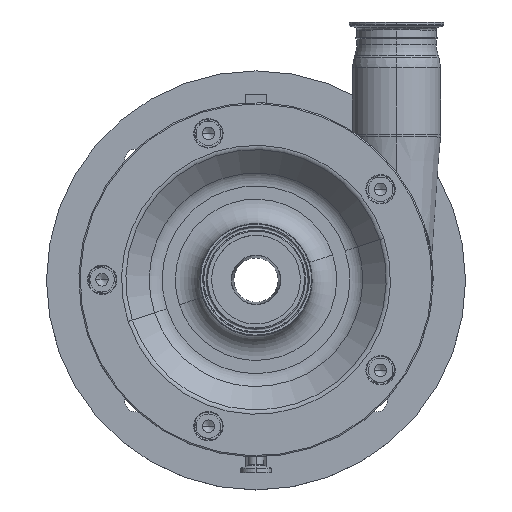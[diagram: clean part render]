
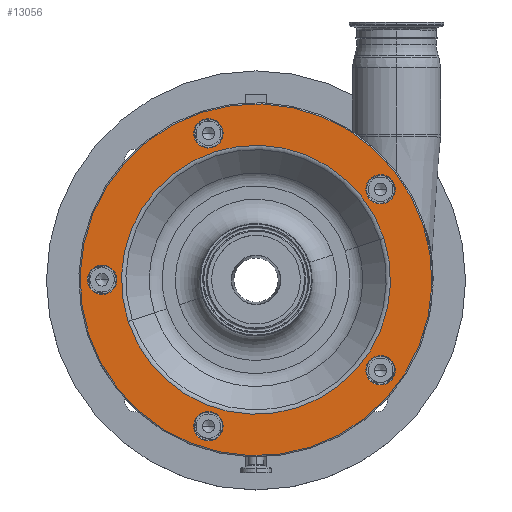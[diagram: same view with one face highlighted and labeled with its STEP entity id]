
A CAD part, top view. The second image highlights one B-rep face of the part: STEP entity #13056.
In plain terms, the highlighted planar face has unit normal (0, 0, 1).
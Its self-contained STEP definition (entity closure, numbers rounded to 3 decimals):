
#1 = ORIENTED_EDGE ( 'NONE', *, *, #6039, .F. ) ;
#218 = CARTESIAN_POINT ( 'NONE',  ( -38.936, -119.833, 326.5 ) ) ;
#344 = DIRECTION ( 'NONE',  ( 0., 0., 1. ) ) ;
#506 = DIRECTION ( 'NONE',  ( 0.951, 0.309, 0. ) ) ;
#712 = DIRECTION ( 'NONE',  ( 0.951, 0.309, 0. ) ) ;
#730 = VERTEX_POINT ( 'NONE', #6927 ) ;
#783 = VERTEX_POINT ( 'NONE', #10999 ) ;
#1096 = CARTESIAN_POINT ( 'NONE',  ( -38.936, 119.833, 326.5 ) ) ;
#1266 = EDGE_CURVE ( 'NONE', #8080, #3992, #11654, .T. ) ;
#1436 = VERTEX_POINT ( 'NONE', #5799 ) ;
#1681 = DIRECTION ( 'NONE',  ( 0.951, 0.309, 0. ) ) ;
#1690 = CARTESIAN_POINT ( 'NONE',  ( 101.936, -74.061, 326.5 ) ) ;
#1773 = EDGE_LOOP ( 'NONE', ( #17197, #10566 ) ) ;
#1892 = CARTESIAN_POINT ( 'NONE',  ( -126., 0., 326.5 ) ) ;
#1906 = ORIENTED_EDGE ( 'NONE', *, *, #3086, .F. ) ;
#1962 = ORIENTED_EDGE ( 'NONE', *, *, #15193, .F. ) ;
#2061 = EDGE_CURVE ( 'NONE', #4809, #730, #3301, .T. ) ;
#2109 = CARTESIAN_POINT ( 'NONE',  ( 101.936, 74.061, 326.5 ) ) ;
#2183 = EDGE_LOOP ( 'NONE', ( #8931, #1 ) ) ;
#2250 = DIRECTION ( 'NONE',  ( 0., 0., 1. ) ) ;
#2390 = CARTESIAN_POINT ( 'NONE',  ( -50.349, 116.125, 326.5 ) ) ;
#2408 = CIRCLE ( 'NONE', #5649, 12. ) ;
#3086 = EDGE_CURVE ( 'NONE', #783, #12448, #2408, .T. ) ;
#3146 = CARTESIAN_POINT ( 'NONE',  ( 136.952, 44.498, 326.5 ) ) ;
#3274 = AXIS2_PLACEMENT_3D ( 'NONE', #13099, #10641, #506 ) ;
#3301 = CIRCLE ( 'NONE', #7112, 12. ) ;
#3307 = CIRCLE ( 'NONE', #15635, 12. ) ;
#3364 = ORIENTED_EDGE ( 'NONE', *, *, #13129, .T. ) ;
#3379 = DIRECTION ( 'NONE',  ( 0.951, 0.309, 0. ) ) ;
#3438 = DIRECTION ( 'NONE',  ( 0.951, 0.309, 0. ) ) ;
#3528 = CARTESIAN_POINT ( 'NONE',  ( -136.952, -44.498, 326.5 ) ) ;
#3547 = AXIS2_PLACEMENT_3D ( 'NONE', #8558, #5794, #8463 ) ;
#3779 = VERTEX_POINT ( 'NONE', #15884 ) ;
#3827 = CIRCLE ( 'NONE', #4666, 12. ) ;
#3956 = EDGE_LOOP ( 'NONE', ( #6391, #4296 ) ) ;
#3992 = VERTEX_POINT ( 'NONE', #4672 ) ;
#4066 = CARTESIAN_POINT ( 'NONE',  ( 0., 0., 326.5 ) ) ;
#4155 = EDGE_CURVE ( 'NONE', #9842, #1436, #12584, .T. ) ;
#4260 = PLANE ( 'NONE',  #3547 ) ;
#4296 = ORIENTED_EDGE ( 'NONE', *, *, #4155, .F. ) ;
#4333 = ORIENTED_EDGE ( 'NONE', *, *, #1266, .F. ) ;
#4419 = EDGE_LOOP ( 'NONE', ( #12839, #4333 ) ) ;
#4462 = AXIS2_PLACEMENT_3D ( 'NONE', #12386, #15149, #12289 ) ;
#4507 = CARTESIAN_POINT ( 'NONE',  ( 90.523, 70.353, 326.5 ) ) ;
#4521 = AXIS2_PLACEMENT_3D ( 'NONE', #13283, #11900, #3438 ) ;
#4666 = AXIS2_PLACEMENT_3D ( 'NONE', #1892, #8974, #11733 ) ;
#4672 = CARTESIAN_POINT ( 'NONE',  ( 104.684, 34.014, 326.5 ) ) ;
#4809 = VERTEX_POINT ( 'NONE', #4507 ) ;
#4870 = DIRECTION ( 'NONE',  ( 0., 0., 1. ) ) ;
#5075 = CARTESIAN_POINT ( 'NONE',  ( -38.936, -119.833, 326.5 ) ) ;
#5185 = VERTEX_POINT ( 'NONE', #3528 ) ;
#5268 = AXIS2_PLACEMENT_3D ( 'NONE', #1690, #14135, #11194 ) ;
#5425 = EDGE_CURVE ( 'NONE', #730, #4809, #13209, .T. ) ;
#5436 = DIRECTION ( 'NONE',  ( 0.951, 0.309, 0. ) ) ;
#5580 = EDGE_CURVE ( 'NONE', #1436, #9842, #3827, .T. ) ;
#5649 = AXIS2_PLACEMENT_3D ( 'NONE', #5075, #10412, #13058 ) ;
#5711 = VERTEX_POINT ( 'NONE', #3146 ) ;
#5717 = CARTESIAN_POINT ( 'NONE',  ( 113.349, -70.353, 326.5 ) ) ;
#5794 = DIRECTION ( 'NONE',  ( 0., 0., -1. ) ) ;
#5799 = CARTESIAN_POINT ( 'NONE',  ( -114.587, 3.708, 326.5 ) ) ;
#5891 = AXIS2_PLACEMENT_3D ( 'NONE', #4066, #9946, #6910 ) ;
#6039 = EDGE_CURVE ( 'NONE', #3779, #13111, #9958, .T. ) ;
#6330 = DIRECTION ( 'NONE',  ( 0.951, 0.309, 0. ) ) ;
#6391 = ORIENTED_EDGE ( 'NONE', *, *, #5580, .F. ) ;
#6910 = DIRECTION ( 'NONE',  ( 0.951, 0.309, 0. ) ) ;
#6927 = CARTESIAN_POINT ( 'NONE',  ( 113.349, 77.769, 326.5 ) ) ;
#6991 = FACE_BOUND ( 'NONE', #8772, .T. ) ;
#7112 = AXIS2_PLACEMENT_3D ( 'NONE', #2109, #11683, #13349 ) ;
#7376 = CARTESIAN_POINT ( 'NONE',  ( -27.523, -116.125, 326.5 ) ) ;
#7480 = VERTEX_POINT ( 'NONE', #11118 ) ;
#7596 = CARTESIAN_POINT ( 'NONE',  ( -126., 0., 326.5 ) ) ;
#8080 = VERTEX_POINT ( 'NONE', #13492 ) ;
#8255 = DIRECTION ( 'NONE',  ( 0., 0., 1. ) ) ;
#8296 = FACE_BOUND ( 'NONE', #2183, .T. ) ;
#8463 = DIRECTION ( 'NONE',  ( -0.951, -0.309, 0. ) ) ;
#8558 = CARTESIAN_POINT ( 'NONE',  ( -44.498, 136.952, 326.5 ) ) ;
#8559 = CIRCLE ( 'NONE', #3274, 144. ) ;
#8772 = EDGE_LOOP ( 'NONE', ( #1962, #16110 ) ) ;
#8834 = VERTEX_POINT ( 'NONE', #2390 ) ;
#8931 = ORIENTED_EDGE ( 'NONE', *, *, #12718, .F. ) ;
#8974 = DIRECTION ( 'NONE',  ( 0., 0., 1. ) ) ;
#9842 = VERTEX_POINT ( 'NONE', #13177 ) ;
#9946 = DIRECTION ( 'NONE',  ( 0., 0., 1. ) ) ;
#9958 = CIRCLE ( 'NONE', #5268, 12. ) ;
#10321 = CIRCLE ( 'NONE', #4462, 12. ) ;
#10335 = CIRCLE ( 'NONE', #17986, 12. ) ;
#10412 = DIRECTION ( 'NONE',  ( 0., 0., 1. ) ) ;
#10474 = AXIS2_PLACEMENT_3D ( 'NONE', #10937, #8255, #15152 ) ;
#10566 = ORIENTED_EDGE ( 'NONE', *, *, #2061, .F. ) ;
#10641 = DIRECTION ( 'NONE',  ( 0., 0., 1. ) ) ;
#10663 = CARTESIAN_POINT ( 'NONE',  ( 101.936, 74.061, 326.5 ) ) ;
#10840 = AXIS2_PLACEMENT_3D ( 'NONE', #10663, #4870, #6330 ) ;
#10937 = CARTESIAN_POINT ( 'NONE',  ( 0., 0., 326.5 ) ) ;
#10999 = CARTESIAN_POINT ( 'NONE',  ( -50.349, -123.541, 326.5 ) ) ;
#11118 = CARTESIAN_POINT ( 'NONE',  ( -27.523, 123.541, 326.5 ) ) ;
#11194 = DIRECTION ( 'NONE',  ( 0.951, 0.309, 0. ) ) ;
#11239 = FACE_BOUND ( 'NONE', #15996, .T. ) ;
#11317 = ORIENTED_EDGE ( 'NONE', *, *, #14258, .F. ) ;
#11552 = DIRECTION ( 'NONE',  ( 0., 0., 1. ) ) ;
#11654 = CIRCLE ( 'NONE', #10474, 110.071 ) ;
#11683 = DIRECTION ( 'NONE',  ( 0., 0., 1. ) ) ;
#11733 = DIRECTION ( 'NONE',  ( 0.951, 0.309, 0. ) ) ;
#11900 = DIRECTION ( 'NONE',  ( 0., 0., 1. ) ) ;
#12289 = DIRECTION ( 'NONE',  ( 0.951, 0.309, 0. ) ) ;
#12386 = CARTESIAN_POINT ( 'NONE',  ( 101.936, -74.061, 326.5 ) ) ;
#12443 = CIRCLE ( 'NONE', #4521, 110.071 ) ;
#12448 = VERTEX_POINT ( 'NONE', #7376 ) ;
#12584 = CIRCLE ( 'NONE', #13782, 12. ) ;
#12598 = FACE_OUTER_BOUND ( 'NONE', #14486, .T. ) ;
#12718 = EDGE_CURVE ( 'NONE', #13111, #3779, #10321, .T. ) ;
#12839 = ORIENTED_EDGE ( 'NONE', *, *, #16254, .F. ) ;
#12990 = AXIS2_PLACEMENT_3D ( 'NONE', #17124, #344, #3379 ) ;
#13056 = ADVANCED_FACE ( 'NONE', ( #15188, #8296, #11239, #6991, #15382, #12598, #16783 ), #4260, .F. ) ;
#13058 = DIRECTION ( 'NONE',  ( 0.951, 0.309, 0. ) ) ;
#13099 = CARTESIAN_POINT ( 'NONE',  ( 0., 0., 326.5 ) ) ;
#13111 = VERTEX_POINT ( 'NONE', #5717 ) ;
#13129 = EDGE_CURVE ( 'NONE', #5185, #5711, #13217, .T. ) ;
#13177 = CARTESIAN_POINT ( 'NONE',  ( -137.413, -3.708, 326.5 ) ) ;
#13209 = CIRCLE ( 'NONE', #10840, 12. ) ;
#13217 = CIRCLE ( 'NONE', #5891, 144. ) ;
#13283 = CARTESIAN_POINT ( 'NONE',  ( 0., 0., 326.5 ) ) ;
#13349 = DIRECTION ( 'NONE',  ( 0.951, 0.309, 0. ) ) ;
#13492 = CARTESIAN_POINT ( 'NONE',  ( -104.684, -34.014, 326.5 ) ) ;
#13782 = AXIS2_PLACEMENT_3D ( 'NONE', #7596, #2250, #712 ) ;
#14054 = EDGE_CURVE ( 'NONE', #5711, #5185, #8559, .T. ) ;
#14135 = DIRECTION ( 'NONE',  ( 0., 0., 1. ) ) ;
#14258 = EDGE_CURVE ( 'NONE', #12448, #783, #10335, .T. ) ;
#14486 = EDGE_LOOP ( 'NONE', ( #15299, #3364 ) ) ;
#15050 = EDGE_CURVE ( 'NONE', #8834, #7480, #16543, .T. ) ;
#15149 = DIRECTION ( 'NONE',  ( 0., 0., 1. ) ) ;
#15152 = DIRECTION ( 'NONE',  ( 0.951, 0.309, 0. ) ) ;
#15188 = FACE_BOUND ( 'NONE', #1773, .T. ) ;
#15193 = EDGE_CURVE ( 'NONE', #7480, #8834, #3307, .T. ) ;
#15299 = ORIENTED_EDGE ( 'NONE', *, *, #14054, .T. ) ;
#15382 = FACE_BOUND ( 'NONE', #4419, .T. ) ;
#15635 = AXIS2_PLACEMENT_3D ( 'NONE', #1096, #16388, #5436 ) ;
#15884 = CARTESIAN_POINT ( 'NONE',  ( 90.523, -77.769, 326.5 ) ) ;
#15996 = EDGE_LOOP ( 'NONE', ( #11317, #1906 ) ) ;
#16110 = ORIENTED_EDGE ( 'NONE', *, *, #15050, .F. ) ;
#16254 = EDGE_CURVE ( 'NONE', #3992, #8080, #12443, .T. ) ;
#16388 = DIRECTION ( 'NONE',  ( 0., 0., 1. ) ) ;
#16543 = CIRCLE ( 'NONE', #12990, 12. ) ;
#16783 = FACE_BOUND ( 'NONE', #3956, .T. ) ;
#17124 = CARTESIAN_POINT ( 'NONE',  ( -38.936, 119.833, 326.5 ) ) ;
#17197 = ORIENTED_EDGE ( 'NONE', *, *, #5425, .F. ) ;
#17986 = AXIS2_PLACEMENT_3D ( 'NONE', #218, #11552, #1681 ) ;
